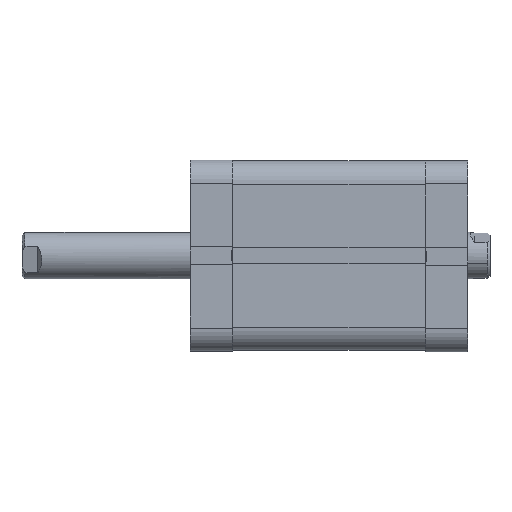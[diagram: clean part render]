
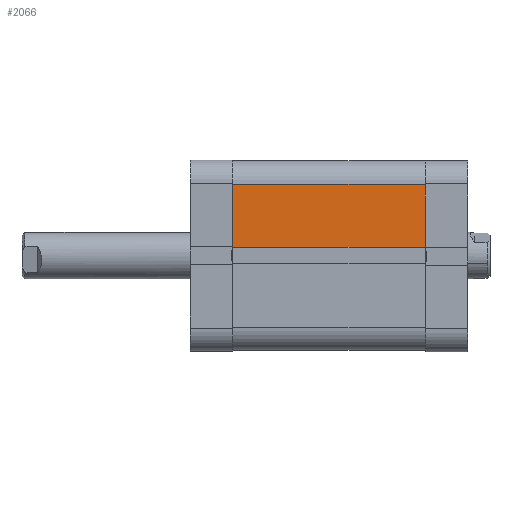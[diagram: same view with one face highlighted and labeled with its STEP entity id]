
A CAD part, front view. The second image highlights one B-rep face of the part: STEP entity #2066.
In plain terms, the highlighted planar face has unit normal (0, -1, 0).
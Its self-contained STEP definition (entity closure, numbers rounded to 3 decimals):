
#42 = EDGE_CURVE ( 'NONE', #14744, #16064, #14586, .T. ) ;
#662 = AXIS2_PLACEMENT_3D ( 'NONE', #19598, #14522, #7438 ) ;
#779 = CARTESIAN_POINT ( 'NONE',  ( 66., -32.5, 24.5 ) ) ;
#921 = LINE ( 'NONE', #7757, #2065 ) ;
#1685 = LINE ( 'NONE', #18781, #14549 ) ;
#2065 = VECTOR ( 'NONE', #11797, 1000. ) ;
#2066 = ADVANCED_FACE ( 'NONE', ( #15981 ), #3986, .F. ) ;
#2099 = CARTESIAN_POINT ( 'NONE',  ( 66., -32.5, 2.8 ) ) ;
#2589 = VERTEX_POINT ( 'NONE', #2099 ) ;
#3986 = PLANE ( 'NONE',  #662 ) ;
#4774 = ORIENTED_EDGE ( 'NONE', *, *, #7412, .F. ) ;
#4971 = ORIENTED_EDGE ( 'NONE', *, *, #42, .T. ) ;
#5829 = CARTESIAN_POINT ( 'NONE',  ( 0., -32.5, -32.5 ) ) ;
#7412 = EDGE_CURVE ( 'NONE', #2589, #15140, #1685, .T. ) ;
#7438 = DIRECTION ( 'NONE',  ( 0., 0., 1. ) ) ;
#7744 = CARTESIAN_POINT ( 'NONE',  ( 0., -32.5, 24.5 ) ) ;
#7757 = CARTESIAN_POINT ( 'NONE',  ( 66., -32.5, -32.5 ) ) ;
#9299 = LINE ( 'NONE', #5829, #13292 ) ;
#11148 = CARTESIAN_POINT ( 'NONE',  ( 66., -32.5, 24.5 ) ) ;
#11797 = DIRECTION ( 'NONE',  ( 0., 0., -1. ) ) ;
#13292 = VECTOR ( 'NONE', #19772, 1000. ) ;
#13334 = VECTOR ( 'NONE', #14705, 1000. ) ;
#13639 = EDGE_CURVE ( 'NONE', #16064, #15140, #9299, .T. ) ;
#13987 = EDGE_LOOP ( 'NONE', ( #16808, #4774, #16186, #4971 ) ) ;
#14522 = DIRECTION ( 'NONE',  ( 0., 1., 0. ) ) ;
#14549 = VECTOR ( 'NONE', #20800, 1000. ) ;
#14586 = LINE ( 'NONE', #779, #13334 ) ;
#14705 = DIRECTION ( 'NONE',  ( -1., 0., 0. ) ) ;
#14744 = VERTEX_POINT ( 'NONE', #11148 ) ;
#15140 = VERTEX_POINT ( 'NONE', #15352 ) ;
#15352 = CARTESIAN_POINT ( 'NONE',  ( 0., -32.5, 2.8 ) ) ;
#15981 = FACE_OUTER_BOUND ( 'NONE', #13987, .T. ) ;
#16064 = VERTEX_POINT ( 'NONE', #7744 ) ;
#16186 = ORIENTED_EDGE ( 'NONE', *, *, #17574, .F. ) ;
#16808 = ORIENTED_EDGE ( 'NONE', *, *, #13639, .T. ) ;
#17574 = EDGE_CURVE ( 'NONE', #14744, #2589, #921, .T. ) ;
#18781 = CARTESIAN_POINT ( 'NONE',  ( 66.001, -32.5, 2.8 ) ) ;
#19598 = CARTESIAN_POINT ( 'NONE',  ( 66., -32.5, -32.5 ) ) ;
#19772 = DIRECTION ( 'NONE',  ( 0., 0., -1. ) ) ;
#20800 = DIRECTION ( 'NONE',  ( -1., 0., 0. ) ) ;
